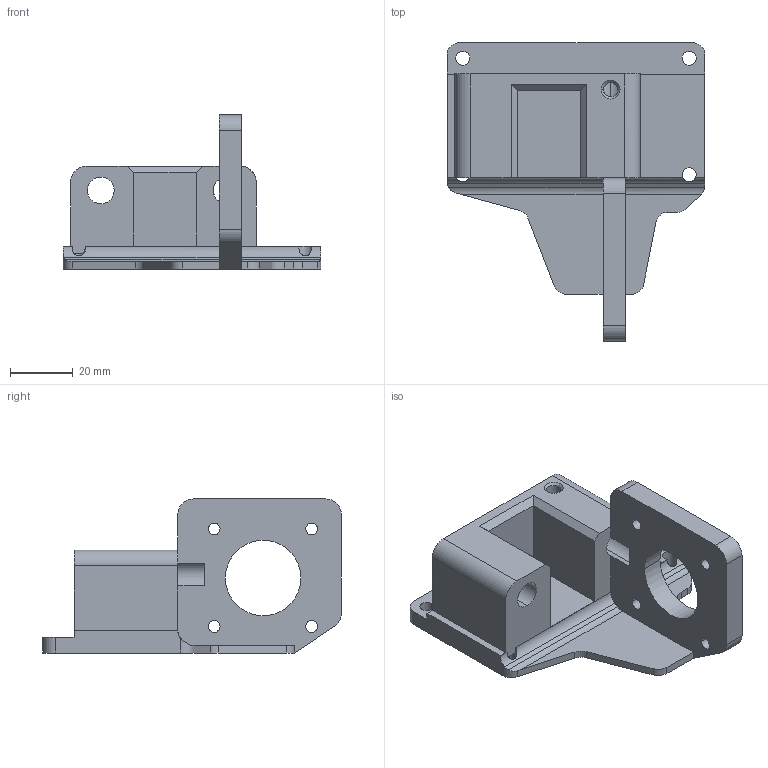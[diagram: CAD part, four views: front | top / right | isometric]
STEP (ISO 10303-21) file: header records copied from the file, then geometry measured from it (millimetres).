
FILE_DESCRIPTION (( 'STEP AP203' ), '1' );
FILE_NAME ('Z_motor_lower_left_V2.0.STEP', '2020-06-01T15:42:59', ( '' ), ( '' ), 'SwSTEP 2.0', 'SolidWorks 2020', '' );
FILE_SCHEMA (( 'CONFIG_CONTROL_DESIGN' ));
Length unit declared in the file: millimetre
Products named in the file (1): Z_motor_lower_left_V2.0
Bounding box: 82 x 95 x 49 mm (x, y, z)
Volume: 71726.4 mm3; surface area: 24807.9 mm2
Topology: 1 solids, 1 shells, 92 faces, 266 edges, 172 vertices
Faces by surface type: cylinder 42, plane 40, cone 10
Entity records: 3279 total; most frequent: CARTESIAN_POINT 680, DIRECTION 532, ORIENTED_EDGE 532, EDGE_CURVE 266, AXIS2_PLACEMENT_3D 186, VERTEX_POINT 172, VECTOR 160, LINE 160
